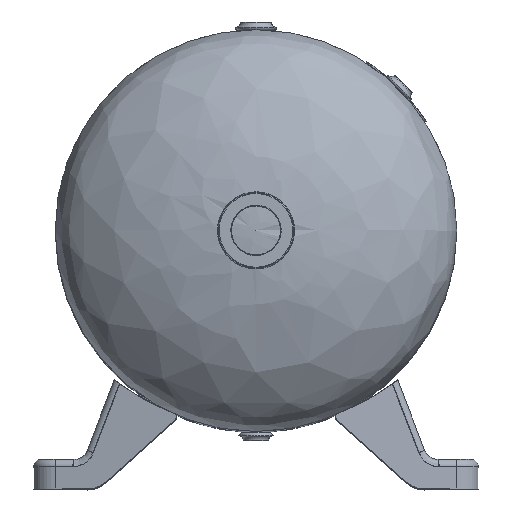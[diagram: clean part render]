
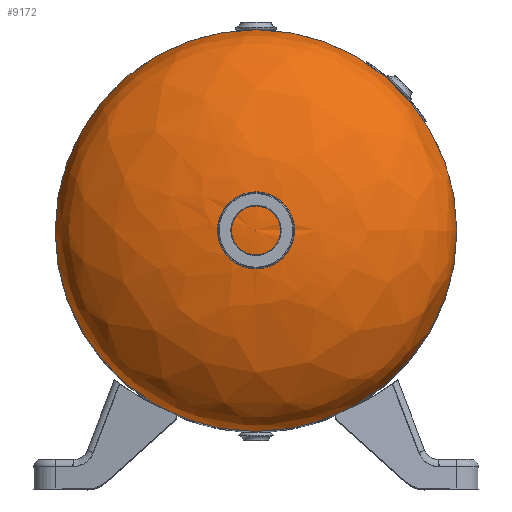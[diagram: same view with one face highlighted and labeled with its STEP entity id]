
A CAD part, top view. The second image highlights one B-rep face of the part: STEP entity #9172.
In plain terms, the highlighted free-form (B-spline) face has degree [2, 2] with [3, 9] control points.
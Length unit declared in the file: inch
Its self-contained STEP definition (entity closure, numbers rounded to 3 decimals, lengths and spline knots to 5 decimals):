
#200=ELLIPSE('',#9820,7.,3.562);
#286=(
BOUNDED_SURFACE()
B_SPLINE_SURFACE(2,2,((#13303,#13304,#13305,#13306,#13307,#13308,#13309,
#13310,#13311),(#13312,#13313,#13314,#13315,#13316,#13317,#13318,#13319,
#13320),(#13321,#13322,#13323,#13324,#13325,#13326,#13327,#13328,#13329)),
 .UNSPECIFIED.,.F.,.T.,.F.)
B_SPLINE_SURFACE_WITH_KNOTS((3,3),(3,2,2,2,3),(0.,1.5708),(0.,
1.5708,3.14159,4.71239,6.28319),
 .UNSPECIFIED.)
GEOMETRIC_REPRESENTATION_ITEM()
RATIONAL_B_SPLINE_SURFACE(((1.,0.707,1.,0.707,1.,
0.707,1.,0.707,1.),(0.707,0.5,0.707,
0.5,0.707,0.5,0.707,0.5,0.707),(1.,
0.707,1.,0.707,1.,0.707,1.,0.707,
1.)))
REPRESENTATION_ITEM('')
SURFACE()
);
#380=CIRCLE('',#9815,7.);
#2555=FACE_OUTER_BOUND('',#3106,.T.);
#3106=EDGE_LOOP('',(#6390,#6391,#6392));
#4030=VERTEX_POINT('',#13295);
#4033=VERTEX_POINT('',#13330);
#4972=EDGE_CURVE('',#4030,#4030,#380,.T.);
#4975=EDGE_CURVE('',#4033,#4030,#200,.T.);
#6390=ORIENTED_EDGE('',*,*,#4975,.T.);
#6391=ORIENTED_EDGE('',*,*,#4972,.F.);
#6392=ORIENTED_EDGE('',*,*,#4975,.F.);
#9172=ADVANCED_FACE('',(#2555),#286,.T.);
#9815=AXIS2_PLACEMENT_3D('',#13296,#10645,#10646);
#9820=AXIS2_PLACEMENT_3D('',#13331,#10655,#10656);
#10645=DIRECTION('center_axis',(0.,-1.,0.));
#10646=DIRECTION('ref_axis',(1.,0.,0.));
#10655=DIRECTION('center_axis',(0.,0.,-1.));
#10656=DIRECTION('ref_axis',(1.,0.,0.));
#13295=CARTESIAN_POINT('',(7.,0.,0.));
#13296=CARTESIAN_POINT('Origin',(0.,0.,0.));
#13303=CARTESIAN_POINT('Ctrl Pts',(7.,0.,0.));
#13304=CARTESIAN_POINT('Ctrl Pts',(7.,0.,7.));
#13305=CARTESIAN_POINT('Ctrl Pts',(0.,0.,7.));
#13306=CARTESIAN_POINT('Ctrl Pts',(-7.,0.,7.));
#13307=CARTESIAN_POINT('Ctrl Pts',(-7.,0.,0.));
#13308=CARTESIAN_POINT('Ctrl Pts',(-7.,0.,-7.));
#13309=CARTESIAN_POINT('Ctrl Pts',(0.,0.,-7.));
#13310=CARTESIAN_POINT('Ctrl Pts',(7.,0.,-7.));
#13311=CARTESIAN_POINT('Ctrl Pts',(7.,0.,0.));
#13312=CARTESIAN_POINT('Ctrl Pts',(7.,3.562,0.));
#13313=CARTESIAN_POINT('Ctrl Pts',(7.,3.562,7.));
#13314=CARTESIAN_POINT('Ctrl Pts',(0.,3.562,7.));
#13315=CARTESIAN_POINT('Ctrl Pts',(-7.,3.562,7.));
#13316=CARTESIAN_POINT('Ctrl Pts',(-7.,3.562,0.));
#13317=CARTESIAN_POINT('Ctrl Pts',(-7.,3.562,-7.));
#13318=CARTESIAN_POINT('Ctrl Pts',(0.,3.562,-7.));
#13319=CARTESIAN_POINT('Ctrl Pts',(7.,3.562,-7.));
#13320=CARTESIAN_POINT('Ctrl Pts',(7.,3.562,0.));
#13321=CARTESIAN_POINT('Ctrl Pts',(0.,3.562,0.));
#13322=CARTESIAN_POINT('Ctrl Pts',(0.,3.562,0.));
#13323=CARTESIAN_POINT('Ctrl Pts',(0.,3.562,0.));
#13324=CARTESIAN_POINT('Ctrl Pts',(0.,3.562,0.));
#13325=CARTESIAN_POINT('Ctrl Pts',(0.,3.562,0.));
#13326=CARTESIAN_POINT('Ctrl Pts',(0.,3.562,0.));
#13327=CARTESIAN_POINT('Ctrl Pts',(0.,3.562,0.));
#13328=CARTESIAN_POINT('Ctrl Pts',(0.,3.562,0.));
#13329=CARTESIAN_POINT('Ctrl Pts',(0.,3.562,0.));
#13330=CARTESIAN_POINT('',(0.,3.562,0.));
#13331=CARTESIAN_POINT('Origin',(0.,0.,0.));
